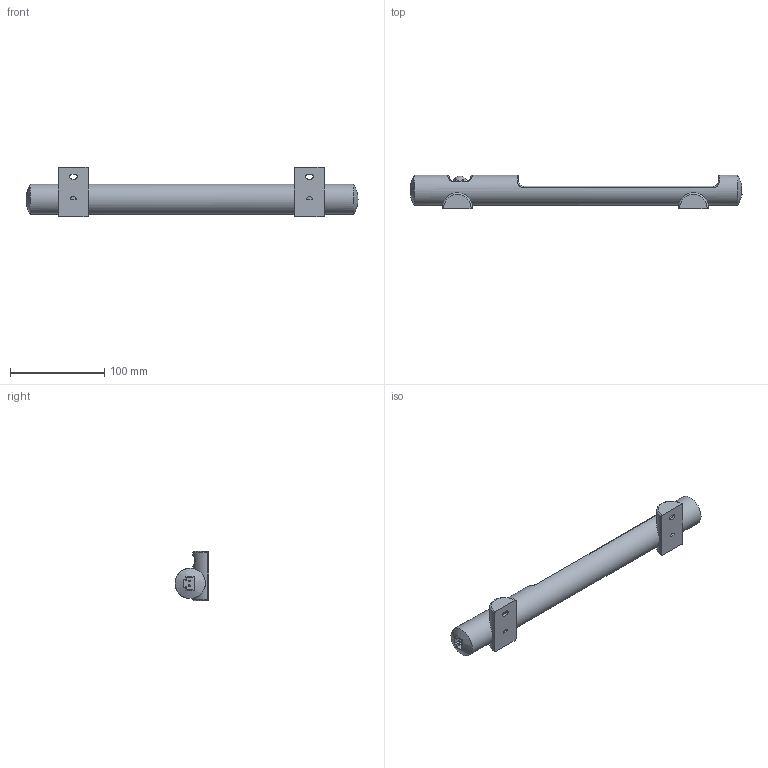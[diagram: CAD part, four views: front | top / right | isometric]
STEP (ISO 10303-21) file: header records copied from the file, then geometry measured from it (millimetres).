
FILE_DESCRIPTION(('STEP AP203'), '1');
FILE_NAME('LDN-4112', '2022-12-21T12:17:06', (''), (''), 'C3D Converter', 'C3D Toolkit', '');
FILE_SCHEMA(('CONFIG_CONTROL_DESIGN'));
Length unit declared in the file: millimetre
Products named in the file (1): 1
Bounding box: 351.61 x 35.8 x 52 mm (x, y, z)
Volume: 244754.7 mm3; surface area: 43500.3 mm2
Topology: 5 solids, 5 shells, 185 faces, 438 edges, 277 vertices
Faces by surface type: plane 109, cylinder 44, bspline 15, torus 13, cone 2, extrusion 1, sphere 1
Full cylindrical faces by diameter (mm): 1.848 x2, 1.95 x2, 16 x1, 32.004 x1
Entity records: 11055 total; most frequent: CARTESIAN_POINT 5383, ORIENTED_EDGE 848, DIRECTION 812, EDGE_CURVE 424, AXIS2_PLACEMENT_3D 287, VERTEX_POINT 277, VECTOR 238, LINE 237
